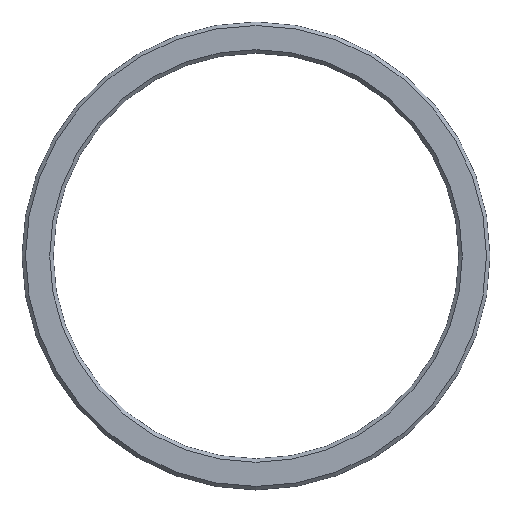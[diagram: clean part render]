
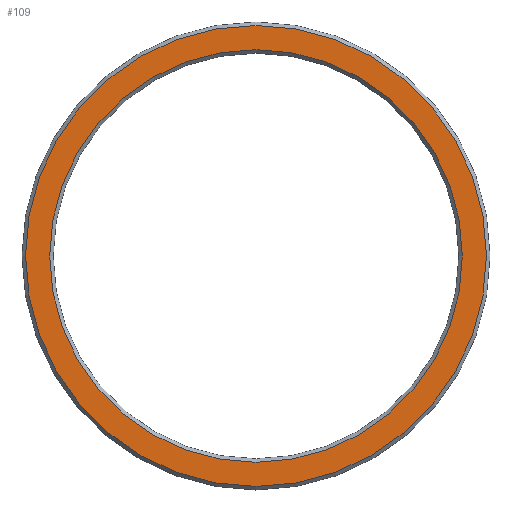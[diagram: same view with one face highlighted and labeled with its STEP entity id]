
A CAD part, top view. The second image highlights one B-rep face of the part: STEP entity #109.
In plain terms, the highlighted planar face has unit normal (0, 0, 1).
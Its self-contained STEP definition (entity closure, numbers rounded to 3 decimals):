
#73=CARTESIAN_POINT('',(0.,0.,10.5));
#74=DIRECTION('',(0.,0.,1.));
#75=DIRECTION('',(1.,0.,0.));
#76=AXIS2_PLACEMENT_3D('',#73,#74,#75);
#77=PLANE('',#76);
#78=CARTESIAN_POINT('',(132.5,-0.,10.5));
#79=VERTEX_POINT('',#78);
#80=CARTESIAN_POINT('',(67.5,0.,10.5));
#81=VERTEX_POINT('',#80);
#82=CARTESIAN_POINT('',(100.,0.,10.5));
#83=DIRECTION('',(0.,0.,1.));
#84=DIRECTION('',(1.,0.,-0.));
#85=AXIS2_PLACEMENT_3D('',#82,#83,#84);
#86=CIRCLE('',#85,32.5);
#87=EDGE_CURVE('',#79,#81,#86,.T.);
#88=ORIENTED_EDGE('',*,*,#87,.T.);
#89=CARTESIAN_POINT('',(100.,0.,10.5));
#90=DIRECTION('',(0.,0.,1.));
#91=DIRECTION('',(1.,0.,-0.));
#92=AXIS2_PLACEMENT_3D('',#89,#90,#91);
#93=CIRCLE('',#92,32.5);
#94=EDGE_CURVE('',#81,#79,#93,.T.);
#95=ORIENTED_EDGE('',*,*,#94,.T.);
#96=EDGE_LOOP('',(#88,#95));
#97=FACE_BOUND('',#96,.T.);
#98=CARTESIAN_POINT('',(129.1,-0.,10.5));
#99=VERTEX_POINT('',#98);
#100=CARTESIAN_POINT('',(100.,0.,10.5));
#101=DIRECTION('',(-0.,-0.,-1.));
#102=DIRECTION('',(1.,0.,-0.));
#103=AXIS2_PLACEMENT_3D('',#100,#101,#102);
#104=CIRCLE('',#103,29.1);
#105=EDGE_CURVE('',#99,#99,#104,.T.);
#106=ORIENTED_EDGE('',*,*,#105,.T.);
#107=EDGE_LOOP('',(#106));
#108=FACE_BOUND('',#107,.T.);
#109=ADVANCED_FACE('',(#97,#108),#77,.T.);
